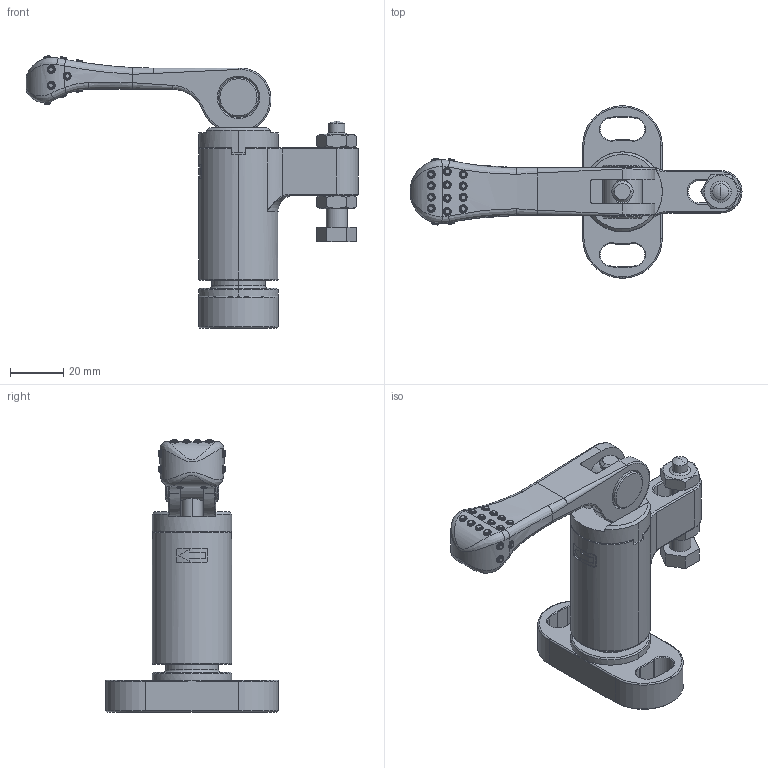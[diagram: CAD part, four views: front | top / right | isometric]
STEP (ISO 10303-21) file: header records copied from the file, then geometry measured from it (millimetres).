
FILE_DESCRIPTION (( 'STEP AP203' ), '1' );
FILE_NAME ('qlswc200vr-np.STEP', '2021-10-21T08:38:11', ( '' ), ( '' ), 'SwSTEP 2.0', 'SolidWorks 2020', '' );
FILE_SCHEMA (( 'CONFIG_CONTROL_DESIGN' ));
Length unit declared in the file: millimetre
Products named in the file (8): qlswc200vr-np_06; qlswc200vr-np; qlswc200vr-np_04; qlswc200vr-np_01; qlswc200vr-np_02; qlswc200vr-np_07; qlswc200vr-np_03; qlswc200vr-np_05
Assembly tree (7 placements, depth 2):
  qlswc200vr-np
    qlswc200vr-np_01
    qlswc200vr-np_02
    qlswc200vr-np_03
    qlswc200vr-np_04
    qlswc200vr-np_05
    qlswc200vr-np_06
    qlswc200vr-np_07
Bounding box: 125 x 65 x 102.55 mm (x, y, z)
Volume: 89057.5 mm3; surface area: 33251.6 mm2
Topology: 7 solids, 7 shells, 480 faces, 1187 edges, 746 vertices
Faces by surface type: bspline 138, plane 104, cylinder 103, cone 68, sphere 52, torus 15
Entity records: 26818 total; most frequent: CARTESIAN_POINT 15662, ORIENTED_EDGE 2362, DIRECTION 1873, EDGE_CURVE 1181, AXIS2_PLACEMENT_3D 778, VERTEX_POINT 746, EDGE_LOOP 527, ADVANCED_FACE 480
